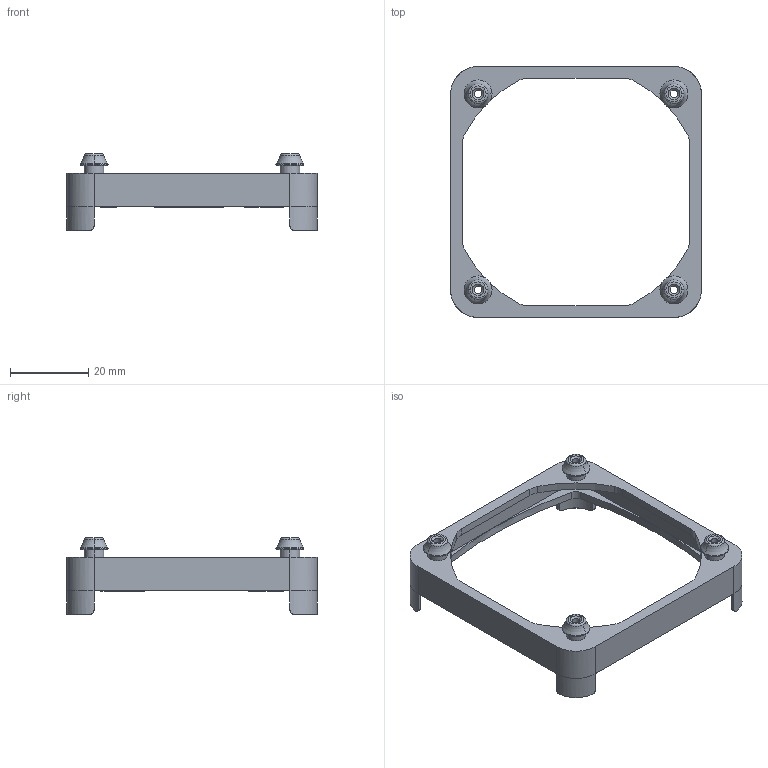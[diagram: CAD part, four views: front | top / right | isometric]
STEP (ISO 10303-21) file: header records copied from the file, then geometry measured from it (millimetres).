
FILE_DESCRIPTION((''),'2;1');
FILE_NAME('LM-60-40-20 ov.stp','2010-02-07T17:54:22',(''),(''),'Mechanical Desktop.R8.0.24.0','Mechanical Desktop.R8.0.24.0',', , ');
FILE_SCHEMA(('CONFIG_CONTROL_DESIGN'));
Length unit declared in the file: millimetre
Products named in the file (2): LM-60-40-20 OVA; LM-60-40-20 OV
Assembly tree (1 placements, depth 2):
  LM-60-40-20 OVA
    LM-60-40-20 OV
Bounding box: 64 x 64 x 19.5 mm (x, y, z)
Volume: 6368.3 mm3; surface area: 7758.9 mm2
Topology: 1 solids, 1 shells, 1971 faces, 5541 edges, 3661 vertices
Faces by surface type: bspline 1449, plane 347, cylinder 115, torus 36, sphere 16, cone 8
Entity records: 71849 total; most frequent: CARTESIAN_POINT 30808, ORIENTED_EDGE 11034, EDGE_CURVE 5517, DIRECTION 3982, VERTEX_POINT 3653, B_SPLINE_CURVE_WITH_KNOTS 2914, VECTOR 2272, LINE 2272
